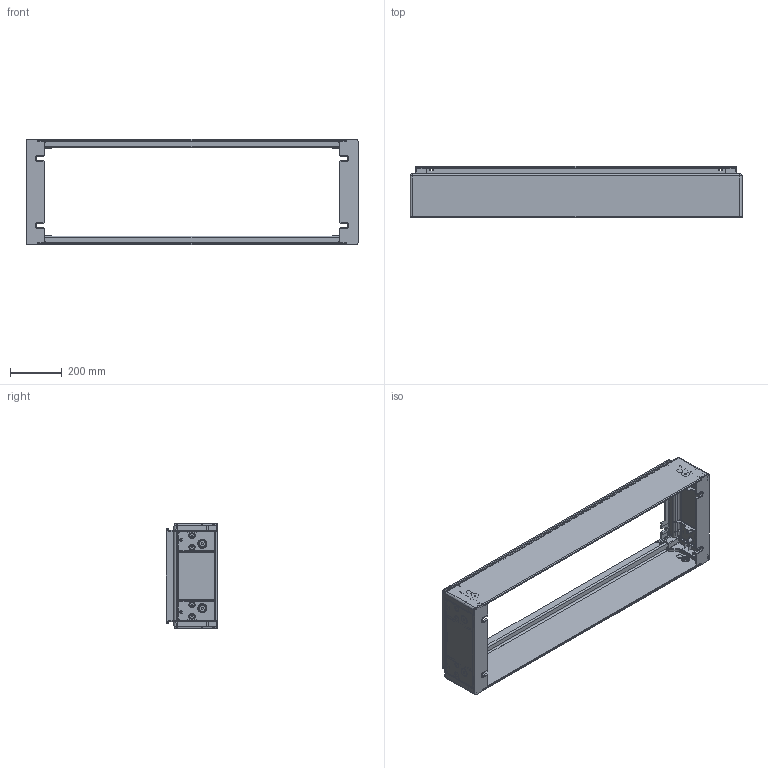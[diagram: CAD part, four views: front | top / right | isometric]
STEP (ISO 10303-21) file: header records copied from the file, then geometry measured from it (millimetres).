
FILE_DESCRIPTION(('STEP AP242'),'1');
FILE_NAME('nsyzz2124g.stp','2021-09-26T17:03:45',('TraceParts'),('TraceParts S.A.'),'Spatial InterOp 3D',' ',' ');
FILE_SCHEMA(('AP242_MANAGED_MODEL_BASED_3D_ENGINEERING_MIM_LF {1 0 10303 442 1 1 4}'));
Length unit declared in the file: millimetre
Products named in the file (1): nsyzz2124g_1
Bounding box: 1285 x 200 x 410 mm (x, y, z)
Volume: 3688247.7 mm3; surface area: 1847683.8 mm2
Topology: 4 solids, 4 shells, 2380 faces, 5960 edges, 3636 vertices
Faces by surface type: cylinder 902, plane 734, bspline 316, cone 156, torus 144, sphere 120, extrusion 8
Entity records: 90385 total; most frequent: CARTESIAN_POINT 36130, ORIENTED_EDGE 11884, DIRECTION 10650, EDGE_CURVE 5942, AXIS2_PLACEMENT_3D 3840, VERTEX_POINT 3636, VECTOR 2970, LINE 2962
